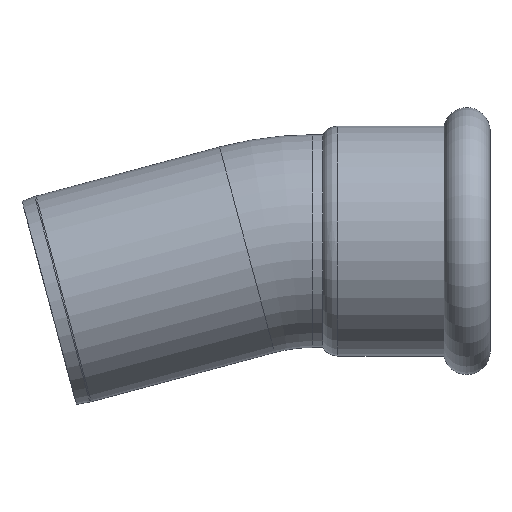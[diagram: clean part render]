
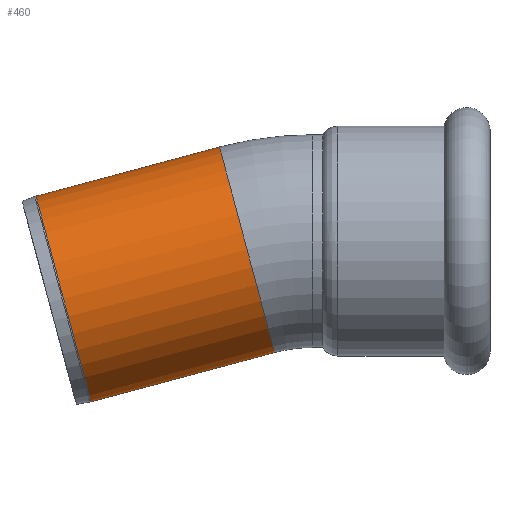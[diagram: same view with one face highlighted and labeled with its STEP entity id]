
A CAD part, top view. The second image highlights one B-rep face of the part: STEP entity #460.
In plain terms, the highlighted cylindrical face has radius 21 mm (diameter 42 mm), a full revolution.
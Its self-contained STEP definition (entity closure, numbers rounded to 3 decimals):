
#24=LINE('',#852,#35);
#35=VECTOR('',#682,21.);
#44=CYLINDRICAL_SURFACE('',#538,21.);
#59=FACE_OUTER_BOUND('',#81,.T.);
#81=EDGE_LOOP('',(#355,#356,#357,#358,#359,#360,#361));
#126=CIRCLE('',#534,21.);
#127=CIRCLE('',#535,21.);
#128=CIRCLE('',#536,21.);
#130=CIRCLE('',#539,21.);
#131=CIRCLE('',#540,21.);
#188=VERTEX_POINT('',#840);
#189=VERTEX_POINT('',#841);
#190=VERTEX_POINT('',#843);
#191=VERTEX_POINT('',#848);
#192=VERTEX_POINT('',#849);
#251=EDGE_CURVE('',#188,#189,#126,.T.);
#252=EDGE_CURVE('',#190,#188,#127,.T.);
#253=EDGE_CURVE('',#189,#190,#128,.T.);
#255=EDGE_CURVE('',#191,#192,#130,.T.);
#256=EDGE_CURVE('',#192,#191,#131,.T.);
#257=EDGE_CURVE('',#192,#190,#24,.T.);
#355=ORIENTED_EDGE('',*,*,#255,.F.);
#356=ORIENTED_EDGE('',*,*,#256,.F.);
#357=ORIENTED_EDGE('',*,*,#257,.T.);
#358=ORIENTED_EDGE('',*,*,#252,.T.);
#359=ORIENTED_EDGE('',*,*,#251,.T.);
#360=ORIENTED_EDGE('',*,*,#253,.T.);
#361=ORIENTED_EDGE('',*,*,#257,.F.);
#460=ADVANCED_FACE('',(#59),#44,.T.);
#534=AXIS2_PLACEMENT_3D('',#842,#668,#669);
#535=AXIS2_PLACEMENT_3D('',#844,#670,#671);
#536=AXIS2_PLACEMENT_3D('',#845,#672,#673);
#538=AXIS2_PLACEMENT_3D('',#847,#676,#677);
#539=AXIS2_PLACEMENT_3D('',#850,#678,#679);
#540=AXIS2_PLACEMENT_3D('',#851,#680,#681);
#668=DIRECTION('center_axis',(0.966,0.259,0.));
#669=DIRECTION('ref_axis',(-0.259,0.966,0.));
#670=DIRECTION('center_axis',(0.966,0.259,0.));
#671=DIRECTION('ref_axis',(-0.259,0.966,0.));
#672=DIRECTION('center_axis',(0.966,0.259,0.));
#673=DIRECTION('ref_axis',(-0.259,0.966,0.));
#676=DIRECTION('center_axis',(0.966,0.259,0.));
#677=DIRECTION('ref_axis',(-0.259,0.966,0.));
#678=DIRECTION('center_axis',(0.966,0.259,0.));
#679=DIRECTION('ref_axis',(0.,0.,-1.));
#680=DIRECTION('center_axis',(0.966,0.259,0.));
#681=DIRECTION('ref_axis',(0.,0.,-1.));
#682=DIRECTION('',(-0.966,-0.259,0.));
#840=CARTESIAN_POINT('',(-89.594,8.876,0.));
#841=CARTESIAN_POINT('',(-84.159,-11.408,21.));
#842=CARTESIAN_POINT('Origin',(-84.159,-11.408,0.));
#843=CARTESIAN_POINT('',(-78.724,-31.692,0.));
#844=CARTESIAN_POINT('Origin',(-84.159,-11.408,0.));
#845=CARTESIAN_POINT('Origin',(-84.159,-11.408,0.));
#847=CARTESIAN_POINT('Origin',(-66.05,-6.556,0.));
#848=CARTESIAN_POINT('',(-47.942,-1.704,21.));
#849=CARTESIAN_POINT('',(-42.507,-21.988,0.));
#850=CARTESIAN_POINT('Origin',(-47.942,-1.704,0.));
#851=CARTESIAN_POINT('Origin',(-47.942,-1.704,0.));
#852=CARTESIAN_POINT('',(-60.615,-26.84,0.));
